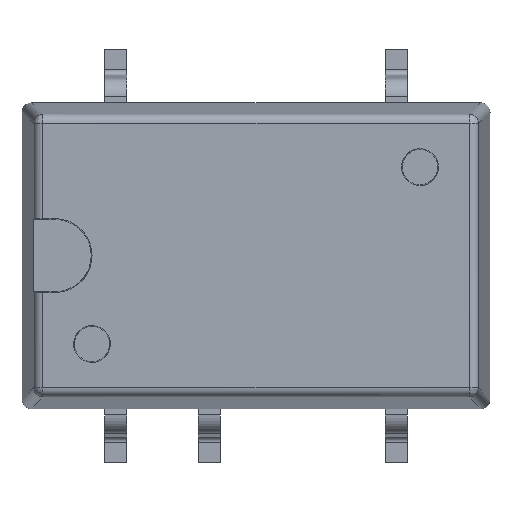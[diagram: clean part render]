
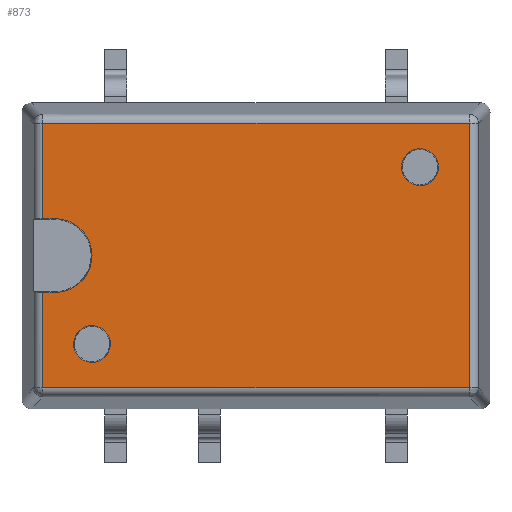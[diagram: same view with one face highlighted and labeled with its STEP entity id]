
A CAD part, top view. The second image highlights one B-rep face of the part: STEP entity #873.
In plain terms, the highlighted planar face has unit normal (0, 0, 1).
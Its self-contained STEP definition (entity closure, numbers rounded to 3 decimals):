
#78 = EDGE_CURVE ( 'NONE', #4389, #1389, #81, .T. ) ;
#80 = CARTESIAN_POINT ( 'NONE',  ( -13.974, 4.11, 4.75 ) ) ;
#81 = CIRCLE ( 'NONE', #3812, 0.5 ) ;
#115 = ORIENTED_EDGE ( 'NONE', *, *, #459, .F. ) ;
#172 = CARTESIAN_POINT ( 'NONE',  ( -15.803, 5.583, 4.75 ) ) ;
#191 = DIRECTION ( 'NONE',  ( 0.998, 0.059, 0. ) ) ;
#222 = FACE_BOUND ( 'NONE', #2956, .T. ) ;
#242 = EDGE_CURVE ( 'NONE', #1915, #4060, #3760, .T. ) ;
#264 = CARTESIAN_POINT ( 'NONE',  ( -14.468, 4.183, 4.75 ) ) ;
#326 = CARTESIAN_POINT ( 'NONE',  ( -15.468, 5.583, 4.75 ) ) ;
#356 = DIRECTION ( 'NONE',  ( -0.998, -0.059, 0. ) ) ;
#394 = EDGE_CURVE ( 'NONE', #1064, #1253, #3031, .T. ) ;
#443 = VERTEX_POINT ( 'NONE', #978 ) ;
#445 = LINE ( 'NONE', #1715, #889 ) ;
#459 = EDGE_CURVE ( 'NONE', #887, #1200, #3263, .T. ) ;
#571 = ORIENTED_EDGE ( 'NONE', *, *, #3780, .F. ) ;
#578 = LINE ( 'NONE', #3539, #2629 ) ;
#716 = DIRECTION ( 'NONE',  ( 0., 0., 1. ) ) ;
#847 = VERTEX_POINT ( 'NONE', #3349 ) ;
#873 = ADVANCED_FACE ( 'NONE', ( #3004, #1921, #222 ), #3706, .T. ) ;
#887 = VERTEX_POINT ( 'NONE', #80 ) ;
#889 = VECTOR ( 'NONE', #3832, 1000. ) ;
#926 = VECTOR ( 'NONE', #1657, 1000. ) ;
#956 = DIRECTION ( 'NONE',  ( 0., 0., 1. ) ) ;
#978 = CARTESIAN_POINT ( 'NONE',  ( -15.803, 10.168, 4.75 ) ) ;
#1003 = LINE ( 'NONE', #2957, #1232 ) ;
#1064 = VERTEX_POINT ( 'NONE', #2338 ) ;
#1114 = DIRECTION ( 'NONE',  ( 0., 1., 0. ) ) ;
#1195 = AXIS2_PLACEMENT_3D ( 'NONE', #4578, #2812, #2393 ) ;
#1200 = VERTEX_POINT ( 'NONE', #3272 ) ;
#1232 = VECTOR ( 'NONE', #1114, 1000. ) ;
#1253 = VERTEX_POINT ( 'NONE', #3994 ) ;
#1263 = DIRECTION ( 'NONE',  ( -1., 0., 0. ) ) ;
#1389 = VERTEX_POINT ( 'NONE', #1535 ) ;
#1499 = DIRECTION ( 'NONE',  ( 1., 0., 0. ) ) ;
#1535 = CARTESIAN_POINT ( 'NONE',  ( -5.069, 9.012, 4.75 ) ) ;
#1577 = ORIENTED_EDGE ( 'NONE', *, *, #3363, .T. ) ;
#1657 = DIRECTION ( 'NONE',  ( 1., 0., 0. ) ) ;
#1664 = AXIS2_PLACEMENT_3D ( 'NONE', #3131, #956, #3866 ) ;
#1715 = CARTESIAN_POINT ( 'NONE',  ( -15.803, 5.583, 4.75 ) ) ;
#1826 = AXIS2_PLACEMENT_3D ( 'NONE', #4407, #2936, #1499 ) ;
#1911 = CARTESIAN_POINT ( 'NONE',  ( -15.803, 5.583, 4.75 ) ) ;
#1915 = VERTEX_POINT ( 'NONE', #4537 ) ;
#1921 = FACE_BOUND ( 'NONE', #3290, .T. ) ;
#1924 = LINE ( 'NONE', #1911, #2270 ) ;
#1938 = EDGE_CURVE ( 'NONE', #443, #1253, #3736, .T. ) ;
#2076 = ORIENTED_EDGE ( 'NONE', *, *, #78, .F. ) ;
#2089 = EDGE_CURVE ( 'NONE', #4297, #3347, #1924, .T. ) ;
#2107 = CARTESIAN_POINT ( 'NONE',  ( -5.568, 8.983, 4.75 ) ) ;
#2170 = ORIENTED_EDGE ( 'NONE', *, *, #1938, .T. ) ;
#2188 = CARTESIAN_POINT ( 'NONE',  ( -6.067, 8.953, 4.75 ) ) ;
#2270 = VECTOR ( 'NONE', #2532, 1000. ) ;
#2338 = CARTESIAN_POINT ( 'NONE',  ( -15.468, 7.583, 4.75 ) ) ;
#2342 = DIRECTION ( 'NONE',  ( 0., 0., 1. ) ) ;
#2356 = EDGE_CURVE ( 'NONE', #4297, #1915, #445, .T. ) ;
#2357 = ORIENTED_EDGE ( 'NONE', *, *, #394, .F. ) ;
#2391 = CARTESIAN_POINT ( 'NONE',  ( -4.233, 2.998, 4.75 ) ) ;
#2393 = DIRECTION ( 'NONE',  ( 0., -1., 0. ) ) ;
#2413 = EDGE_CURVE ( 'NONE', #1200, #887, #3104, .T. ) ;
#2449 = CIRCLE ( 'NONE', #1195, 1. ) ;
#2503 = AXIS2_PLACEMENT_3D ( 'NONE', #264, #4205, #4599 ) ;
#2504 = DIRECTION ( 'NONE',  ( 0., -1., 0. ) ) ;
#2532 = DIRECTION ( 'NONE',  ( 1., 0., 0. ) ) ;
#2629 = VECTOR ( 'NONE', #2854, 1000. ) ;
#2667 = EDGE_CURVE ( 'NONE', #4060, #847, #1003, .T. ) ;
#2773 = ORIENTED_EDGE ( 'NONE', *, *, #2089, .F. ) ;
#2807 = VECTOR ( 'NONE', #1263, 1000. ) ;
#2812 = DIRECTION ( 'NONE',  ( 0., 0., 1. ) ) ;
#2821 = CARTESIAN_POINT ( 'NONE',  ( -15.803, 10.168, 4.75 ) ) ;
#2854 = DIRECTION ( 'NONE',  ( -1., 0., 0. ) ) ;
#2936 = DIRECTION ( 'NONE',  ( 0., 0., 1. ) ) ;
#2956 = EDGE_LOOP ( 'NONE', ( #4516, #115 ) ) ;
#2957 = CARTESIAN_POINT ( 'NONE',  ( -4.233, 2.998, 4.75 ) ) ;
#2975 = EDGE_CURVE ( 'NONE', #1389, #4389, #3260, .T. ) ;
#3004 = FACE_OUTER_BOUND ( 'NONE', #4359, .T. ) ;
#3031 = LINE ( 'NONE', #3429, #2807 ) ;
#3101 = ORIENTED_EDGE ( 'NONE', *, *, #2667, .T. ) ;
#3104 = CIRCLE ( 'NONE', #2503, 0.5 ) ;
#3131 = CARTESIAN_POINT ( 'NONE',  ( -14.468, 4.183, 4.75 ) ) ;
#3176 = ORIENTED_EDGE ( 'NONE', *, *, #2975, .F. ) ;
#3260 = CIRCLE ( 'NONE', #3442, 0.5 ) ;
#3263 = CIRCLE ( 'NONE', #1664, 0.5 ) ;
#3272 = CARTESIAN_POINT ( 'NONE',  ( -14.963, 4.256, 4.75 ) ) ;
#3290 = EDGE_LOOP ( 'NONE', ( #3176, #2076 ) ) ;
#3347 = VERTEX_POINT ( 'NONE', #326 ) ;
#3349 = CARTESIAN_POINT ( 'NONE',  ( -4.233, 10.168, 4.75 ) ) ;
#3363 = EDGE_CURVE ( 'NONE', #847, #443, #578, .T. ) ;
#3429 = CARTESIAN_POINT ( 'NONE',  ( -15.468, 7.583, 4.75 ) ) ;
#3442 = AXIS2_PLACEMENT_3D ( 'NONE', #4487, #2342, #191 ) ;
#3514 = ORIENTED_EDGE ( 'NONE', *, *, #242, .T. ) ;
#3539 = CARTESIAN_POINT ( 'NONE',  ( -4.233, 10.168, 4.75 ) ) ;
#3706 = PLANE ( 'NONE',  #1826 ) ;
#3736 = LINE ( 'NONE', #2821, #4011 ) ;
#3760 = LINE ( 'NONE', #4521, #926 ) ;
#3780 = EDGE_CURVE ( 'NONE', #3347, #1064, #2449, .T. ) ;
#3812 = AXIS2_PLACEMENT_3D ( 'NONE', #2107, #716, #356 ) ;
#3832 = DIRECTION ( 'NONE',  ( 0., -1., 0. ) ) ;
#3866 = DIRECTION ( 'NONE',  ( 0.989, -0.146, 0. ) ) ;
#3994 = CARTESIAN_POINT ( 'NONE',  ( -15.803, 7.583, 4.75 ) ) ;
#4011 = VECTOR ( 'NONE', #2504, 1000. ) ;
#4060 = VERTEX_POINT ( 'NONE', #2391 ) ;
#4205 = DIRECTION ( 'NONE',  ( 0., 0., 1. ) ) ;
#4218 = ORIENTED_EDGE ( 'NONE', *, *, #2356, .T. ) ;
#4297 = VERTEX_POINT ( 'NONE', #172 ) ;
#4359 = EDGE_LOOP ( 'NONE', ( #3101, #1577, #2170, #2357, #571, #2773, #4218, #3514 ) ) ;
#4389 = VERTEX_POINT ( 'NONE', #2188 ) ;
#4407 = CARTESIAN_POINT ( 'NONE',  ( -10.018, 6.583, 4.75 ) ) ;
#4487 = CARTESIAN_POINT ( 'NONE',  ( -5.568, 8.983, 4.75 ) ) ;
#4516 = ORIENTED_EDGE ( 'NONE', *, *, #2413, .F. ) ;
#4521 = CARTESIAN_POINT ( 'NONE',  ( -15.803, 2.998, 4.75 ) ) ;
#4537 = CARTESIAN_POINT ( 'NONE',  ( -15.803, 2.998, 4.75 ) ) ;
#4578 = CARTESIAN_POINT ( 'NONE',  ( -15.468, 6.583, 4.75 ) ) ;
#4599 = DIRECTION ( 'NONE',  ( -0.989, 0.146, 0. ) ) ;
